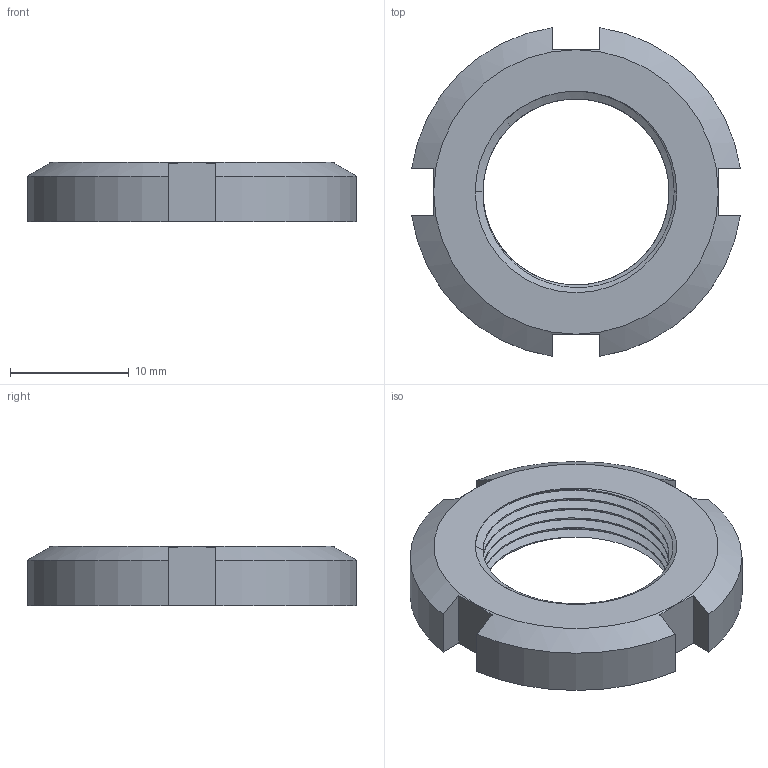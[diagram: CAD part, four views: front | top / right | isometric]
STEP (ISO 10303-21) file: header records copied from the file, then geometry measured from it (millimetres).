
FILE_DESCRIPTION (( 'STEP AP203' ), '1' );
FILE_NAME ('3554N14_Carbon Steel Bearing Retaining Nut.STEP', '2021-07-10T03:50:29', ( 'Administrator' ), ( 'Managed by Terraform' ), 'SwSTEP 2.0', 'SolidWorks 2017', '' );
FILE_SCHEMA (( 'CONFIG_CONTROL_DESIGN' ));
Length unit declared in the file: millimetre
Products named in the file (1): 3554N14_Carbon Steel Bearing Retaining Nut
Bounding box: 27.71 x 27.71 x 5 mm (x, y, z)
Volume: 1789.2 mm3; surface area: 1611.7 mm2
Topology: 1 solids, 1 shells, 42 faces, 111 edges, 71 vertices
Faces by surface type: cylinder 15, plane 14, cone 10, bspline 3
Entity records: 2307 total; most frequent: CARTESIAN_POINT 1302, ORIENTED_EDGE 222, DIRECTION 162, EDGE_CURVE 111, VERTEX_POINT 71, AXIS2_PLACEMENT_3D 60, EDGE_LOOP 44, ADVANCED_FACE 42
